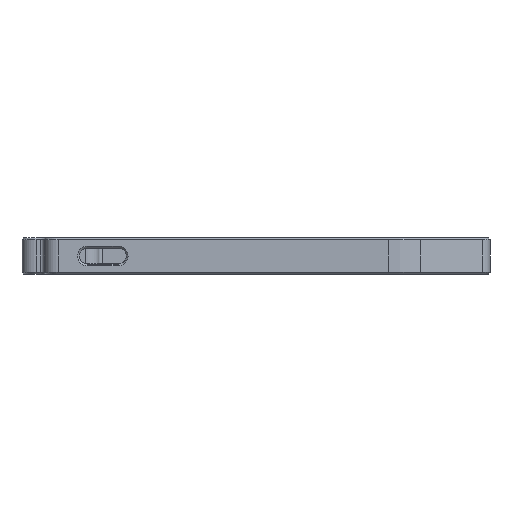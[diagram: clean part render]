
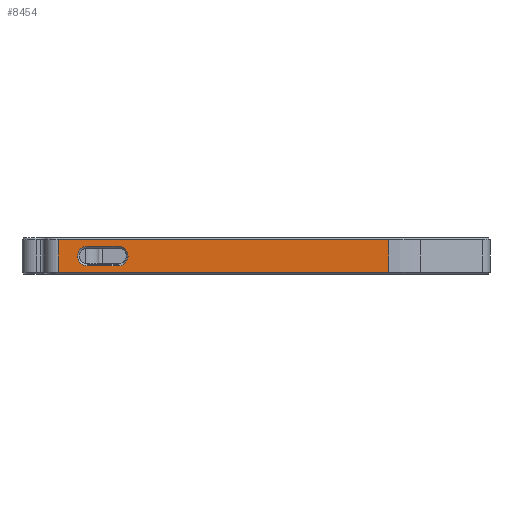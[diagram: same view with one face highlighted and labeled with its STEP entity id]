
A CAD part, left-side view. The second image highlights one B-rep face of the part: STEP entity #8454.
In plain terms, the highlighted planar face has unit normal (-1, 0, 0).
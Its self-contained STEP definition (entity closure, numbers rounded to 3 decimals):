
#2451 = VERTEX_POINT('',#2452);
#2452 = CARTESIAN_POINT('',(116.25,62.71,6.));
#2460 = VERTEX_POINT('',#2461);
#2461 = CARTESIAN_POINT('',(116.25,69.29,6.));
#2467 = EDGE_CURVE('',#2451,#2460,#2468,.T.);
#2468 = LINE('',#2469,#2470);
#2469 = CARTESIAN_POINT('',(116.25,62.71,6.));
#2470 = VECTOR('',#2471,1.);
#2471 = DIRECTION('',(-0.,1.,-0.));
#8271 = VERTEX_POINT('',#8272);
#8272 = CARTESIAN_POINT('',(116.25,69.29,1.78));
#8278 = EDGE_CURVE('',#2460,#8271,#8279,.T.);
#8279 = CIRCLE('',#8280,2.11);
#8280 = AXIS2_PLACEMENT_3D('',#8281,#8282,#8283);
#8281 = CARTESIAN_POINT('',(116.25,69.29,3.89));
#8282 = DIRECTION('',(-1.,0.,-0.));
#8283 = DIRECTION('',(-0.,0.,1.));
#8434 = VERTEX_POINT('',#8435);
#8435 = CARTESIAN_POINT('',(116.25,62.71,1.78));
#8443 = EDGE_CURVE('',#8434,#2451,#8444,.T.);
#8444 = CIRCLE('',#8445,2.11);
#8445 = AXIS2_PLACEMENT_3D('',#8446,#8447,#8448);
#8446 = CARTESIAN_POINT('',(116.25,62.71,3.89));
#8447 = DIRECTION('',(-1.,-0.,0.));
#8448 = DIRECTION('',(-0.,0.,-1.));
#8454 = ADVANCED_FACE('',(#8455,#8466),#8500,.F.);
#8455 = FACE_BOUND('',#8456,.T.);
#8456 = EDGE_LOOP('',(#8457,#8458,#8459,#8460));
#8457 = ORIENTED_EDGE('',*,*,#8278,.F.);
#8458 = ORIENTED_EDGE('',*,*,#2467,.F.);
#8459 = ORIENTED_EDGE('',*,*,#8443,.F.);
#8460 = ORIENTED_EDGE('',*,*,#8461,.F.);
#8461 = EDGE_CURVE('',#8271,#8434,#8462,.T.);
#8462 = LINE('',#8463,#8464);
#8463 = CARTESIAN_POINT('',(116.25,69.29,1.78));
#8464 = VECTOR('',#8465,1.);
#8465 = DIRECTION('',(0.,-1.,0.));
#8466 = FACE_BOUND('',#8467,.T.);
#8467 = EDGE_LOOP('',(#8468,#8478,#8486,#8494));
#8468 = ORIENTED_EDGE('',*,*,#8469,.T.);
#8469 = EDGE_CURVE('',#8470,#8472,#8474,.T.);
#8470 = VERTEX_POINT('',#8471);
#8471 = CARTESIAN_POINT('',(116.25,4.938,0.4));
#8472 = VERTEX_POINT('',#8473);
#8473 = CARTESIAN_POINT('',(116.25,4.938,7.4));
#8474 = LINE('',#8475,#8476);
#8475 = CARTESIAN_POINT('',(116.25,4.938,0.));
#8476 = VECTOR('',#8477,1.);
#8477 = DIRECTION('',(0.,0.,1.));
#8478 = ORIENTED_EDGE('',*,*,#8479,.F.);
#8479 = EDGE_CURVE('',#8480,#8472,#8482,.T.);
#8480 = VERTEX_POINT('',#8481);
#8481 = CARTESIAN_POINT('',(116.25,75.5,7.4));
#8482 = LINE('',#8483,#8484);
#8483 = CARTESIAN_POINT('',(116.25,75.5,7.4));
#8484 = VECTOR('',#8485,1.);
#8485 = DIRECTION('',(0.,-1.,0.));
#8486 = ORIENTED_EDGE('',*,*,#8487,.F.);
#8487 = EDGE_CURVE('',#8488,#8480,#8490,.T.);
#8488 = VERTEX_POINT('',#8489);
#8489 = CARTESIAN_POINT('',(116.25,75.5,0.4));
#8490 = LINE('',#8491,#8492);
#8491 = CARTESIAN_POINT('',(116.25,75.5,0.));
#8492 = VECTOR('',#8493,1.);
#8493 = DIRECTION('',(0.,0.,1.));
#8494 = ORIENTED_EDGE('',*,*,#8495,.T.);
#8495 = EDGE_CURVE('',#8488,#8470,#8496,.T.);
#8496 = LINE('',#8497,#8498);
#8497 = CARTESIAN_POINT('',(116.25,75.5,0.4));
#8498 = VECTOR('',#8499,1.);
#8499 = DIRECTION('',(-0.,-1.,-0.));
#8500 = PLANE('',#8501);
#8501 = AXIS2_PLACEMENT_3D('',#8502,#8503,#8504);
#8502 = CARTESIAN_POINT('',(116.25,4.938,0.));
#8503 = DIRECTION('',(1.,0.,0.));
#8504 = DIRECTION('',(0.,-1.,0.));
